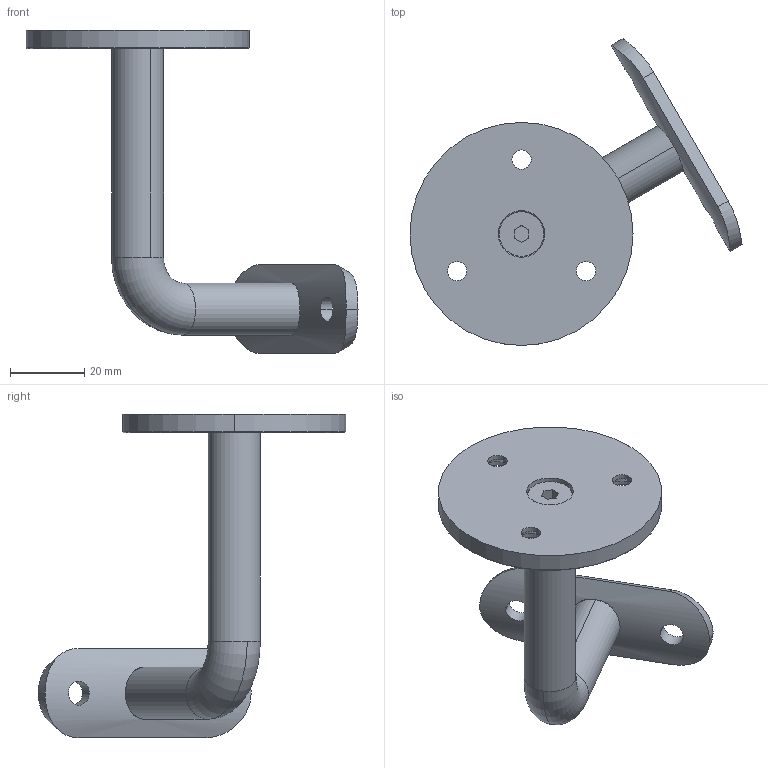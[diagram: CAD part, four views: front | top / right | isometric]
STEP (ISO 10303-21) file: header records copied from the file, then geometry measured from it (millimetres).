
FILE_DESCRIPTION (( 'STEP AP203' ), '1' );
FILE_NAME ('A_0112-042.STEP', '2023-09-07T13:33:56', ( '' ), ( '' ), 'SwSTEP 2.0', 'SolidWorks 2019', '' );
FILE_SCHEMA (( 'CONFIG_CONTROL_DESIGN' ));
Length unit declared in the file: millimetre
Products named in the file (6): A_0112-042; A_0112-042.P3; A_0112-042.P1; Skrutka DIN 7991_Skrutka M 6x 10 ; Skrutka DIN 7991_Skrutka M 6x 16; A_0112-042.P2
Assembly tree (5 placements, depth 2):
  A_0112-042
    A_0112-042.P1
    A_0112-042.P2
    A_0112-042.P3
    Skrutka DIN 7991_Skrutka M 6x 10 
    Skrutka DIN 7991_Skrutka M 6x 16
Bounding box: 89.3 x 82.71 x 87 mm (x, y, z)
Volume: 34558.7 mm3; surface area: 16813.9 mm2
Topology: 5 solids, 5 shells, 106 faces, 234 edges, 140 vertices
Faces by surface type: cylinder 46, cone 28, plane 26, bspline 4, torus 2
Entity records: 4454 total; most frequent: CARTESIAN_POINT 1464, DIRECTION 522, ORIENTED_EDGE 460, EDGE_CURVE 230, AXIS2_PLACEMENT_3D 202, VERTEX_POINT 140, EDGE_LOOP 126, LINE 118
